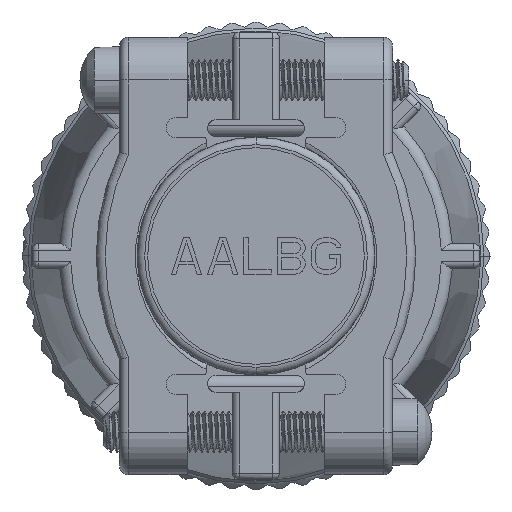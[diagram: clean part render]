
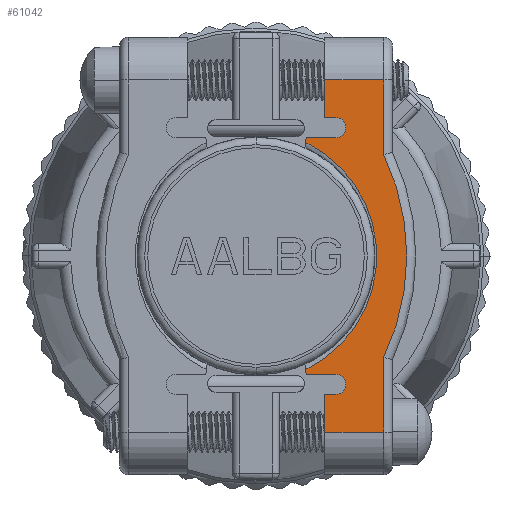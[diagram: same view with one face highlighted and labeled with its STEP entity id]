
A CAD part, front view. The second image highlights one B-rep face of the part: STEP entity #61042.
In plain terms, the highlighted planar face has unit normal (0, -1, 0).
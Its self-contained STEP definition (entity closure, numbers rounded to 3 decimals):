
#13842=CARTESIAN_POINT('',(-0.565,-36.55,0.));
#13843=DIRECTION('',(0.,1.,0.));
#13844=DIRECTION('',(0.44,0.,0.898));
#13845=AXIS2_PLACEMENT_3D('',#13842,#13843,#13844);
#13847=DIRECTION('',(-1.,0.,0.));
#13848=VECTOR('',#13847,5.84);
#13849=CARTESIAN_POINT('',(12.665,-36.55,-17.475));
#13850=LINE('2526',#13849,#13848);
#13851=DIRECTION('',(0.,0.,-1.));
#13852=VECTOR('',#13851,3.73);
#13853=CARTESIAN_POINT('',(6.825,-36.55,-13.745));
#13854=LINE('2486',#13853,#13852);
#13855=DIRECTION('',(-1.,0.,0.));
#13856=VECTOR('',#13855,1.095);
#13857=CARTESIAN_POINT('',(7.92,-36.55,-13.745));
#13858=LINE('2470',#13857,#13856);
#13859=CARTESIAN_POINT('',(7.92,-36.55,-12.74));
#13860=DIRECTION('',(0.,1.,0.));
#13861=DIRECTION('',(0.,0.,1.));
#13862=AXIS2_PLACEMENT_3D('',#13859,#13860,#13861);
#13864=DIRECTION('',(1.,0.,0.));
#13865=VECTOR('',#13864,2.835);
#13866=CARTESIAN_POINT('',(5.085,-36.55,-11.735));
#13867=LINE('2520',#13866,#13865);
#13868=DIRECTION('',(0.,0.,-1.));
#13869=VECTOR('',#13868,0.334);
#13870=CARTESIAN_POINT('',(4.955,-36.55,-11.271));
#13871=LINE('2519',#13870,#13869);
#13872=DIRECTION('',(0.,0.,-1.));
#13873=VECTOR('',#13872,0.334);
#13874=CARTESIAN_POINT('',(4.955,-36.55,11.605));
#13875=LINE('2518',#13874,#13873);
#13876=DIRECTION('',(-1.,0.,0.));
#13877=VECTOR('',#13876,2.835);
#13878=CARTESIAN_POINT('',(7.92,-36.55,11.735));
#13879=LINE('2517',#13878,#13877);
#13880=CARTESIAN_POINT('',(7.92,-36.55,12.74));
#13881=DIRECTION('',(0.,1.,0.));
#13882=DIRECTION('',(0.,0.,1.));
#13883=AXIS2_PLACEMENT_3D('',#13880,#13881,#13882);
#13885=DIRECTION('',(1.,0.,0.));
#13886=VECTOR('',#13885,1.095);
#13887=CARTESIAN_POINT('',(6.825,-36.55,13.745));
#13888=LINE('2467',#13887,#13886);
#13889=DIRECTION('',(0.,0.,-1.));
#13890=VECTOR('',#13889,3.73);
#13891=CARTESIAN_POINT('',(6.825,-36.55,17.475));
#13892=LINE('2485',#13891,#13890);
#13893=DIRECTION('',(-1.,0.,0.));
#13894=VECTOR('',#13893,5.84);
#13895=CARTESIAN_POINT('',(12.665,-36.55,17.475));
#13896=LINE('2525',#13895,#13894);
#13902=CARTESIAN_POINT('',(-8.135,-36.55,0.));
#13903=DIRECTION('',(0.,-1.,0.));
#13904=DIRECTION('',(0.9,0.,-0.436));
#13905=AXIS2_PLACEMENT_3D('',#13902,#13903,#13904);
#14035=DIRECTION('',(0.,0.,1.));
#14036=VECTOR('',#14035,7.404);
#14037=CARTESIAN_POINT('',(12.665,-36.55,10.071));
#14038=LINE('2491',#14037,#14036);
#14318=DIRECTION('',(0.,0.,1.));
#14319=VECTOR('',#14318,7.404);
#14320=CARTESIAN_POINT('',(12.665,-36.55,-17.475));
#14321=LINE('2499',#14320,#14319);
#14475=CARTESIAN_POINT('',(5.085,-36.55,-11.605));
#14476=DIRECTION('',(0.,-1.,0.));
#14477=DIRECTION('',(-1.,0.,0.));
#14478=AXIS2_PLACEMENT_3D('',#14475,#14476,#14477);
#41367=CARTESIAN_POINT('',(5.085,-36.55,11.605));
#41368=DIRECTION('',(0.,-1.,0.));
#41369=DIRECTION('',(0.,0.,1.));
#41370=AXIS2_PLACEMENT_3D('',#41367,#41368,#41369);
#46526=CARTESIAN_POINT('',(6.825,-36.55,13.745));
#46527=CARTESIAN_POINT('',(7.92,-36.55,13.745));
#46528=VERTEX_POINT('',#46526);
#46529=VERTEX_POINT('',#46527);
#46530=CARTESIAN_POINT('',(7.92,-36.55,11.735));
#46531=VERTEX_POINT('',#46530);
#46532=CARTESIAN_POINT('',(7.92,-36.55,-11.735));
#46533=CARTESIAN_POINT('',(7.92,-36.55,-13.745));
#46534=VERTEX_POINT('',#46532);
#46535=VERTEX_POINT('',#46533);
#46536=CARTESIAN_POINT('',(6.825,-36.55,-13.745));
#46537=VERTEX_POINT('',#46536);
#46547=CARTESIAN_POINT('',(6.825,-36.55,17.475));
#46549=VERTEX_POINT('',#46547);
#46550=CARTESIAN_POINT('',(6.825,-36.55,-17.475));
#46552=VERTEX_POINT('',#46550);
#46562=CARTESIAN_POINT('',(12.665,-36.55,-10.071));
#46563=CARTESIAN_POINT('',(12.665,-36.55,10.071));
#46564=VERTEX_POINT('',#46562);
#46565=VERTEX_POINT('',#46563);
#46566=CARTESIAN_POINT('',(12.665,-36.55,17.475));
#46567=VERTEX_POINT('',#46566);
#46582=CARTESIAN_POINT('',(12.665,-36.55,-17.475));
#46583=VERTEX_POINT('',#46582);
#46592=CARTESIAN_POINT('',(4.955,-36.55,-11.605));
#46593=VERTEX_POINT('',#46592);
#46594=CARTESIAN_POINT('',(5.085,-36.55,-11.735));
#46595=VERTEX_POINT('',#46594);
#46600=CARTESIAN_POINT('',(5.085,-36.55,11.735));
#46601=VERTEX_POINT('',#46600);
#46602=CARTESIAN_POINT('',(4.955,-36.55,11.605));
#46603=VERTEX_POINT('',#46602);
#46604=CARTESIAN_POINT('',(4.955,-36.55,11.271));
#46605=CARTESIAN_POINT('',(4.955,-36.55,-11.271));
#46606=VERTEX_POINT('',#46604);
#46607=VERTEX_POINT('',#46605);
#61002=CARTESIAN_POINT('',(13.555,-36.55,0.));
#61003=DIRECTION('',(0.,-1.,0.));
#61004=DIRECTION('',(0.,0.,1.));
#61005=AXIS2_PLACEMENT_3D('',#61002,#61003,#61004);
#61006=PLANE('619',#61005);
#61008=ORIENTED_EDGE('2490',*,*,#61007,.F.);
#61010=ORIENTED_EDGE('2499',*,*,#61009,.F.);
#61012=ORIENTED_EDGE('2526',*,*,#61011,.T.);
#61014=ORIENTED_EDGE('2486',*,*,#61013,.F.);
#61016=ORIENTED_EDGE('2470',*,*,#61015,.F.);
#61018=ORIENTED_EDGE('2469',*,*,#61017,.F.);
#61020=ORIENTED_EDGE('2520',*,*,#61019,.F.);
#61022=ORIENTED_EDGE('2505',*,*,#61021,.F.);
#61023=ORIENTED_EDGE('2519',*,*,#60906,.F.);
#61024=ORIENTED_EDGE('2511',*,*,#60989,.F.);
#61025=ORIENTED_EDGE('2518',*,*,#60849,.F.);
#61027=ORIENTED_EDGE('2509',*,*,#61026,.F.);
#61029=ORIENTED_EDGE('2517',*,*,#61028,.F.);
#61031=ORIENTED_EDGE('2468',*,*,#61030,.F.);
#61033=ORIENTED_EDGE('2467',*,*,#61032,.F.);
#61035=ORIENTED_EDGE('2485',*,*,#61034,.F.);
#61037=ORIENTED_EDGE('2525',*,*,#61036,.F.);
#61039=ORIENTED_EDGE('2491',*,*,#61038,.F.);
#61040=EDGE_LOOP('619',(#61008,#61010,#61012,#61014,#61016,#61018,#61020,#61022,
#61023,#61024,#61025,#61027,#61029,#61031,#61033,#61035,#61037,#61039));
#61041=FACE_OUTER_BOUND('619',#61040,.F.);
#13846=CIRCLE('2511',#13845,12.55);
#13863=CIRCLE('2469',#13862,1.005);
#13884=CIRCLE('2468',#13883,1.005);
#13906=CIRCLE('2490',#13905,23.11);
#14479=CIRCLE('2505',#14478,0.13);
#41371=CIRCLE('2509',#41370,0.13);
#60849=EDGE_CURVE('2518',#46603,#46606,#13875,.T.);
#60906=EDGE_CURVE('2519',#46607,#46593,#13871,.T.);
#60989=EDGE_CURVE('2511',#46606,#46607,#13846,.T.);
#61007=EDGE_CURVE('2490',#46564,#46565,#13906,.T.);
#61009=EDGE_CURVE('2499',#46583,#46564,#14321,.T.);
#61011=EDGE_CURVE('2526',#46583,#46552,#13850,.T.);
#61013=EDGE_CURVE('2486',#46537,#46552,#13854,.T.);
#61015=EDGE_CURVE('2470',#46535,#46537,#13858,.T.);
#61017=EDGE_CURVE('2469',#46534,#46535,#13863,.T.);
#61019=EDGE_CURVE('2520',#46595,#46534,#13867,.T.);
#61021=EDGE_CURVE('2505',#46593,#46595,#14479,.T.);
#61026=EDGE_CURVE('2509',#46601,#46603,#41371,.T.);
#61028=EDGE_CURVE('2517',#46531,#46601,#13879,.T.);
#61030=EDGE_CURVE('2468',#46529,#46531,#13884,.T.);
#61032=EDGE_CURVE('2467',#46528,#46529,#13888,.T.);
#61034=EDGE_CURVE('2485',#46549,#46528,#13892,.T.);
#61036=EDGE_CURVE('2525',#46567,#46549,#13896,.T.);
#61038=EDGE_CURVE('2491',#46565,#46567,#14038,.T.);
#61042=ADVANCED_FACE('619',(#61041),#61006,.T.);
